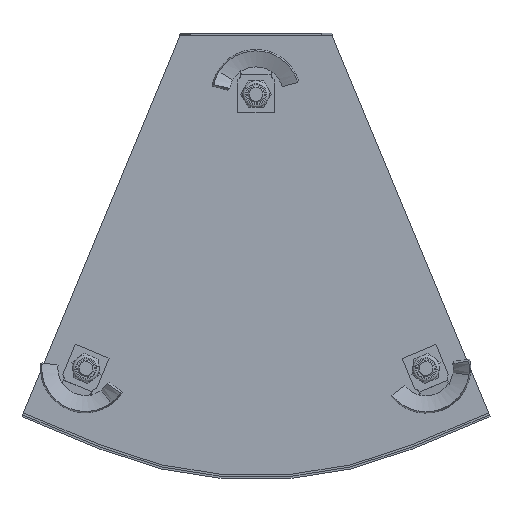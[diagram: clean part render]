
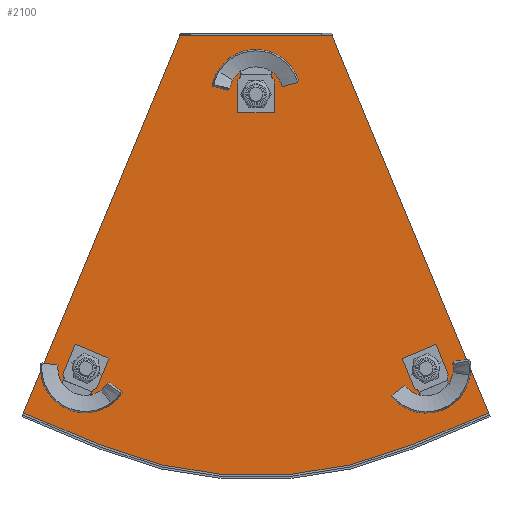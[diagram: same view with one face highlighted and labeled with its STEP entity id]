
A CAD part, front view. The second image highlights one B-rep face of the part: STEP entity #2100.
In plain terms, the highlighted planar face has unit normal (0, -1, 0).
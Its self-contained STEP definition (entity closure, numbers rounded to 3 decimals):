
#46 = FACE_BOUND ( 'NONE', #4856, .T. ) ;
#139 = ORIENTED_EDGE ( 'NONE', *, *, #3837, .F. ) ;
#163 = EDGE_CURVE ( 'NONE', #4571, #3670, #2628, .T. ) ;
#166 = CARTESIAN_POINT ( 'NONE',  ( 83.61, -1., -167.909 ) ) ;
#334 = AXIS2_PLACEMENT_3D ( 'NONE', #6867, #4121, #1973 ) ;
#350 = DIRECTION ( 'NONE',  ( 0., 0., 1. ) ) ;
#358 = CARTESIAN_POINT ( 'NONE',  ( -76.001, -1., -213.952 ) ) ;
#378 = ORIENTED_EDGE ( 'NONE', *, *, #5986, .F. ) ;
#477 = CARTESIAN_POINT ( 'NONE',  ( 37.278, -1., -12.27 ) ) ;
#485 = ORIENTED_EDGE ( 'NONE', *, *, #163, .F. ) ;
#515 = EDGE_CURVE ( 'NONE', #3670, #4571, #1358, .T. ) ;
#520 = AXIS2_PLACEMENT_3D ( 'NONE', #6663, #1187, #3860 ) ;
#593 = EDGE_CURVE ( 'NONE', #3571, #6642, #2560, .T. ) ;
#668 = CARTESIAN_POINT ( 'NONE',  ( 76.001, -1., -213.952 ) ) ;
#686 = CARTESIAN_POINT ( 'NONE',  ( 37.399, -1., -12.621 ) ) ;
#709 = CARTESIAN_POINT ( 'NONE',  ( -114.338, -1., -198.063 ) ) ;
#780 = CARTESIAN_POINT ( 'NONE',  ( 0., -1., -41.3 ) ) ;
#798 = CIRCLE ( 'NONE', #6274, 198.5 ) ;
#803 = CARTESIAN_POINT ( 'NONE',  ( 0., -1., -30.578 ) ) ;
#892 = DIRECTION ( 'NONE',  ( 0.383, 0., 0.924 ) ) ;
#896 = VERTEX_POINT ( 'NONE', #166 ) ;
#1176 = CARTESIAN_POINT ( 'NONE',  ( -37.331, -1., -12.448 ) ) ;
#1186 = EDGE_CURVE ( 'NONE', #5399, #896, #5393, .T. ) ;
#1187 = DIRECTION ( 'NONE',  ( 0., -1., 0. ) ) ;
#1188 = CARTESIAN_POINT ( 'NONE',  ( 37.331, -1., -12.448 ) ) ;
#1358 = CIRCLE ( 'NONE', #334, 8.25 ) ;
#1371 = DIRECTION ( 'NONE',  ( 1., 0., 0. ) ) ;
#1454 = CARTESIAN_POINT ( 'NONE',  ( 37.75, -1., -13.27 ) ) ;
#1603 = EDGE_CURVE ( 'NONE', #4598, #6493, #2317, .T. ) ;
#1700 = VERTEX_POINT ( 'NONE', #358 ) ;
#1744 = ORIENTED_EDGE ( 'NONE', *, *, #5816, .F. ) ;
#1865 = VECTOR ( 'NONE', #3169, 1000. ) ;
#1930 = VECTOR ( 'NONE', #892, 1000. ) ;
#1940 = DIRECTION ( 'NONE',  ( 0., 0., 1. ) ) ;
#1973 = DIRECTION ( 'NONE',  ( 0., 0., 1. ) ) ;
#2053 = PLANE ( 'NONE',  #4935 ) ;
#2100 = ADVANCED_FACE ( 'NONE', ( #3314, #2549, #46, #3562 ), #2053, .F. ) ;
#2122 = ORIENTED_EDGE ( 'NONE', *, *, #593, .F. ) ;
#2134 = ORIENTED_EDGE ( 'NONE', *, *, #1603, .T. ) ;
#2220 = DIRECTION ( 'NONE',  ( 0.383, 0., -0.924 ) ) ;
#2257 = CARTESIAN_POINT ( 'NONE',  ( -37.399, -1., -12.621 ) ) ;
#2284 = VERTEX_POINT ( 'NONE', #2426 ) ;
#2317 = B_SPLINE_CURVE_WITH_KNOTS ( 'NONE', 3,
 ( #3342, #3984, #3360, #686, #1188, #2375 ),
 .UNSPECIFIED., .F., .F.,
 ( 4, 2, 4 ),
 ( 0.003, 0.003, 0.004 ),
 .UNSPECIFIED. ) ;
#2325 = AXIS2_PLACEMENT_3D ( 'NONE', #4509, #5077, #3994 ) ;
#2375 = CARTESIAN_POINT ( 'NONE',  ( 37.278, -1., -12.27 ) ) ;
#2425 = LINE ( 'NONE', #6142, #6807 ) ;
#2426 = CARTESIAN_POINT ( 'NONE',  ( -37.278, -1., -12.27 ) ) ;
#2447 = CARTESIAN_POINT ( 'NONE',  ( 114.338, -1., -198.063 ) ) ;
#2549 = FACE_BOUND ( 'NONE', #3223, .T. ) ;
#2560 = LINE ( 'NONE', #2447, #4677 ) ;
#2563 = DIRECTION ( 'NONE',  ( 0., -1., 0. ) ) ;
#2628 = CIRCLE ( 'NONE', #4510, 8.25 ) ;
#2630 = DIRECTION ( 'NONE',  ( 0., -1., 0. ) ) ;
#2743 = EDGE_CURVE ( 'NONE', #1700, #4953, #6232, .T. ) ;
#2770 = ORIENTED_EDGE ( 'NONE', *, *, #4687, .F. ) ;
#2804 = EDGE_LOOP ( 'NONE', ( #485, #6644 ) ) ;
#2992 = DIRECTION ( 'NONE',  ( 0., 1., 0. ) ) ;
#3096 = CARTESIAN_POINT ( 'NONE',  ( 0., -1., -12.27 ) ) ;
#3169 = DIRECTION ( 'NONE',  ( -0.924, 0., 0.383 ) ) ;
#3223 = EDGE_LOOP ( 'NONE', ( #139, #6220 ) ) ;
#3314 = FACE_BOUND ( 'NONE', #2804, .T. ) ;
#3342 = CARTESIAN_POINT ( 'NONE',  ( 37.75, -1., -13.27 ) ) ;
#3360 = CARTESIAN_POINT ( 'NONE',  ( 37.56, -1., -12.953 ) ) ;
#3450 = EDGE_CURVE ( 'NONE', #4574, #5278, #5961, .T. ) ;
#3562 = FACE_OUTER_BOUND ( 'NONE', #5877, .T. ) ;
#3571 = VERTEX_POINT ( 'NONE', #6531 ) ;
#3670 = VERTEX_POINT ( 'NONE', #6838 ) ;
#3771 = EDGE_CURVE ( 'NONE', #6642, #1700, #798, .T. ) ;
#3837 = EDGE_CURVE ( 'NONE', #896, #5399, #4217, .T. ) ;
#3853 = CARTESIAN_POINT ( 'NONE',  ( -37.56, -1., -12.953 ) ) ;
#3860 = DIRECTION ( 'NONE',  ( 0., 0., 1. ) ) ;
#3903 = ORIENTED_EDGE ( 'NONE', *, *, #6798, .F. ) ;
#3933 = CARTESIAN_POINT ( 'NONE',  ( -37.75, -1., -13.27 ) ) ;
#3984 = CARTESIAN_POINT ( 'NONE',  ( 37.655, -1., -13.112 ) ) ;
#3994 = DIRECTION ( 'NONE',  ( 0., 0., 1. ) ) ;
#4051 = ORIENTED_EDGE ( 'NONE', *, *, #3771, .F. ) ;
#4087 = ORIENTED_EDGE ( 'NONE', *, *, #5318, .F. ) ;
#4121 = DIRECTION ( 'NONE',  ( 0., -1., 0. ) ) ;
#4150 = AXIS2_PLACEMENT_3D ( 'NONE', #4297, #2630, #6998 ) ;
#4217 = CIRCLE ( 'NONE', #7118, 8.25 ) ;
#4297 = CARTESIAN_POINT ( 'NONE',  ( -83.61, -1., -176.159 ) ) ;
#4409 = VERTEX_POINT ( 'NONE', #5048 ) ;
#4439 = CARTESIAN_POINT ( 'NONE',  ( -37.655, -1., -13.112 ) ) ;
#4509 = CARTESIAN_POINT ( 'NONE',  ( 83.61, -1., -176.159 ) ) ;
#4510 = AXIS2_PLACEMENT_3D ( 'NONE', #780, #5230, #5777 ) ;
#4571 = VERTEX_POINT ( 'NONE', #4860 ) ;
#4574 = VERTEX_POINT ( 'NONE', #6366 ) ;
#4598 = VERTEX_POINT ( 'NONE', #1454 ) ;
#4634 = ORIENTED_EDGE ( 'NONE', *, *, #3450, .F. ) ;
#4677 = VECTOR ( 'NONE', #6276, 1000. ) ;
#4687 = EDGE_CURVE ( 'NONE', #2284, #6493, #6724, .T. ) ;
#4820 = LINE ( 'NONE', #6997, #1930 ) ;
#4856 = EDGE_LOOP ( 'NONE', ( #4634, #4087 ) ) ;
#4860 = CARTESIAN_POINT ( 'NONE',  ( 0., -1., -33.05 ) ) ;
#4935 = AXIS2_PLACEMENT_3D ( 'NONE', #5279, #6386, #350 ) ;
#4953 = VERTEX_POINT ( 'NONE', #709 ) ;
#4969 = CARTESIAN_POINT ( 'NONE',  ( -83.61, -1., -184.409 ) ) ;
#5039 = CARTESIAN_POINT ( 'NONE',  ( -37.278, -1., -12.27 ) ) ;
#5048 = CARTESIAN_POINT ( 'NONE',  ( -37.75, -1., -13.27 ) ) ;
#5077 = DIRECTION ( 'NONE',  ( 0., -1., 0. ) ) ;
#5230 = DIRECTION ( 'NONE',  ( 0., -1., 0. ) ) ;
#5278 = VERTEX_POINT ( 'NONE', #4969 ) ;
#5279 = CARTESIAN_POINT ( 'NONE',  ( 0., -1., -30.578 ) ) ;
#5318 = EDGE_CURVE ( 'NONE', #5278, #4574, #6542, .T. ) ;
#5393 = CIRCLE ( 'NONE', #2325, 8.25 ) ;
#5399 = VERTEX_POINT ( 'NONE', #6346 ) ;
#5435 = VECTOR ( 'NONE', #1371, 1000. ) ;
#5777 = DIRECTION ( 'NONE',  ( 0., 0., 1. ) ) ;
#5816 = EDGE_CURVE ( 'NONE', #4409, #2284, #6208, .T. ) ;
#5877 = EDGE_LOOP ( 'NONE', ( #378, #2134, #2770, #1744, #3903, #6519, #4051, #2122 ) ) ;
#5913 = CARTESIAN_POINT ( 'NONE',  ( -76.001, -1., -213.952 ) ) ;
#5961 = CIRCLE ( 'NONE', #4150, 8.25 ) ;
#5986 = EDGE_CURVE ( 'NONE', #4598, #3571, #2425, .T. ) ;
#6142 = CARTESIAN_POINT ( 'NONE',  ( 32.25, -1., 0. ) ) ;
#6208 = B_SPLINE_CURVE_WITH_KNOTS ( 'NONE', 3,
 ( #3933, #4439, #3853, #2257, #1176, #5039 ),
 .UNSPECIFIED., .F., .F.,
 ( 4, 2, 4 ),
 ( 0.003, 0.003, 0.004 ),
 .UNSPECIFIED. ) ;
#6220 = ORIENTED_EDGE ( 'NONE', *, *, #1186, .F. ) ;
#6232 = LINE ( 'NONE', #5913, #1865 ) ;
#6274 = AXIS2_PLACEMENT_3D ( 'NONE', #803, #2992, #1940 ) ;
#6276 = DIRECTION ( 'NONE',  ( -0.924, 0., -0.383 ) ) ;
#6346 = CARTESIAN_POINT ( 'NONE',  ( 83.61, -1., -184.409 ) ) ;
#6366 = CARTESIAN_POINT ( 'NONE',  ( -83.61, -1., -167.909 ) ) ;
#6370 = CARTESIAN_POINT ( 'NONE',  ( 83.61, -1., -176.159 ) ) ;
#6386 = DIRECTION ( 'NONE',  ( 0., 1., 0. ) ) ;
#6429 = DIRECTION ( 'NONE',  ( 0., 0., 1. ) ) ;
#6493 = VERTEX_POINT ( 'NONE', #477 ) ;
#6519 = ORIENTED_EDGE ( 'NONE', *, *, #2743, .F. ) ;
#6531 = CARTESIAN_POINT ( 'NONE',  ( 114.338, -1., -198.063 ) ) ;
#6542 = CIRCLE ( 'NONE', #520, 8.25 ) ;
#6642 = VERTEX_POINT ( 'NONE', #668 ) ;
#6644 = ORIENTED_EDGE ( 'NONE', *, *, #515, .F. ) ;
#6663 = CARTESIAN_POINT ( 'NONE',  ( -83.61, -1., -176.159 ) ) ;
#6724 = LINE ( 'NONE', #3096, #5435 ) ;
#6798 = EDGE_CURVE ( 'NONE', #4953, #4409, #4820, .T. ) ;
#6807 = VECTOR ( 'NONE', #2220, 1000. ) ;
#6838 = CARTESIAN_POINT ( 'NONE',  ( 0., -1., -49.55 ) ) ;
#6867 = CARTESIAN_POINT ( 'NONE',  ( 0., -1., -41.3 ) ) ;
#6997 = CARTESIAN_POINT ( 'NONE',  ( -114.338, -1., -198.063 ) ) ;
#6998 = DIRECTION ( 'NONE',  ( 0., 0., 1. ) ) ;
#7118 = AXIS2_PLACEMENT_3D ( 'NONE', #6370, #2563, #6429 ) ;
